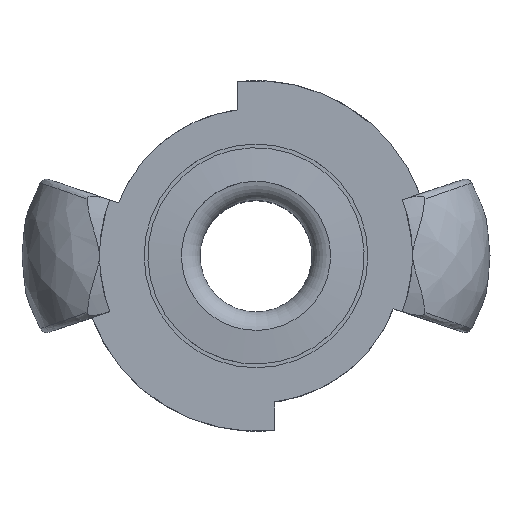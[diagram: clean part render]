
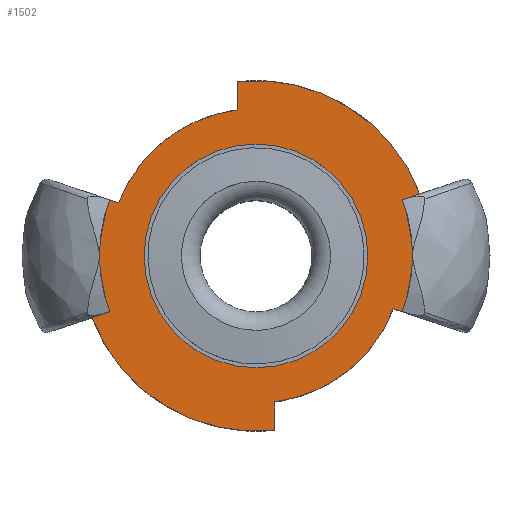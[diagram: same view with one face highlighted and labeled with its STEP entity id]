
A CAD part, top view. The second image highlights one B-rep face of the part: STEP entity #1502.
In plain terms, the highlighted planar face has unit normal (0, 0, 1).
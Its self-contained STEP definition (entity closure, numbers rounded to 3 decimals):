
#95=FACE_BOUND('',#421,.T.);
#116=PLANE('',#1673);
#148=LINE('',#3069,#211);
#152=LINE('',#3239,#215);
#155=LINE('',#3246,#218);
#160=LINE('',#3255,#223);
#166=LINE('',#3305,#229);
#170=LINE('',#3333,#233);
#211=VECTOR('',#1952,10.);
#215=VECTOR('',#1964,10.);
#218=VECTOR('',#1969,10.);
#223=VECTOR('',#1976,10.);
#229=VECTOR('',#1988,10.);
#233=VECTOR('',#1996,10.);
#337=FACE_OUTER_BOUND('',#420,.T.);
#420=EDGE_LOOP('',(#1268,#1269,#1270,#1271,#1272,#1273,#1274,#1275,#1276,
#1277,#1278,#1279));
#421=EDGE_LOOP('',(#1280,#1281));
#494=CIRCLE('',#1628,15.);
#495=CIRCLE('',#1629,15.);
#499=CIRCLE('',#1635,19.75);
#502=CIRCLE('',#1639,19.75);
#508=CIRCLE('',#1657,23.514);
#511=CIRCLE('',#1663,23.497);
#515=CIRCLE('',#1674,25.5);
#516=CIRCLE('',#1675,25.5);
#614=VERTEX_POINT('',#2787);
#615=VERTEX_POINT('',#2788);
#624=VERTEX_POINT('',#2881);
#625=VERTEX_POINT('',#2883);
#631=VERTEX_POINT('',#2931);
#632=VERTEX_POINT('',#2933);
#642=VERTEX_POINT('',#3067);
#649=VERTEX_POINT('',#3237);
#651=VERTEX_POINT('',#3243);
#652=VERTEX_POINT('',#3245);
#654=VERTEX_POINT('',#3251);
#659=VERTEX_POINT('',#3301);
#663=VERTEX_POINT('',#3330);
#664=VERTEX_POINT('',#3332);
#794=EDGE_CURVE('',#614,#615,#494,.T.);
#795=EDGE_CURVE('',#615,#614,#495,.T.);
#809=EDGE_CURVE('',#624,#625,#499,.T.);
#817=EDGE_CURVE('',#631,#632,#502,.T.);
#830=EDGE_CURVE('',#642,#624,#148,.T.);
#841=EDGE_CURVE('',#649,#631,#152,.T.);
#844=EDGE_CURVE('',#651,#652,#155,.T.);
#849=EDGE_CURVE('',#654,#632,#160,.T.);
#857=EDGE_CURVE('',#659,#625,#166,.T.);
#862=EDGE_CURVE('',#663,#664,#170,.T.);
#869=EDGE_CURVE('',#651,#654,#508,.T.);
#872=EDGE_CURVE('',#663,#659,#511,.T.);
#882=EDGE_CURVE('',#664,#649,#515,.T.);
#883=EDGE_CURVE('',#652,#642,#516,.T.);
#1268=ORIENTED_EDGE('',*,*,#869,.T.);
#1269=ORIENTED_EDGE('',*,*,#849,.T.);
#1270=ORIENTED_EDGE('',*,*,#817,.F.);
#1271=ORIENTED_EDGE('',*,*,#841,.F.);
#1272=ORIENTED_EDGE('',*,*,#882,.F.);
#1273=ORIENTED_EDGE('',*,*,#862,.F.);
#1274=ORIENTED_EDGE('',*,*,#872,.T.);
#1275=ORIENTED_EDGE('',*,*,#857,.T.);
#1276=ORIENTED_EDGE('',*,*,#809,.F.);
#1277=ORIENTED_EDGE('',*,*,#830,.F.);
#1278=ORIENTED_EDGE('',*,*,#883,.F.);
#1279=ORIENTED_EDGE('',*,*,#844,.F.);
#1280=ORIENTED_EDGE('',*,*,#794,.T.);
#1281=ORIENTED_EDGE('',*,*,#795,.T.);
#1502=ADVANCED_FACE('',(#337,#95),#116,.F.);
#1628=AXIS2_PLACEMENT_3D('',#2789,#1912,#1913);
#1629=AXIS2_PLACEMENT_3D('',#2790,#1914,#1915);
#1635=AXIS2_PLACEMENT_3D('',#2884,#1928,#1929);
#1639=AXIS2_PLACEMENT_3D('',#2934,#1939,#1940);
#1657=AXIS2_PLACEMENT_3D('',#3362,#2007,#2008);
#1663=AXIS2_PLACEMENT_3D('',#3368,#2019,#2020);
#1673=AXIS2_PLACEMENT_3D('',#3422,#2043,#2044);
#1674=AXIS2_PLACEMENT_3D('',#3423,#2045,#2046);
#1675=AXIS2_PLACEMENT_3D('',#3424,#2047,#2048);
#1912=DIRECTION('center_axis',(0.,0.,-1.));
#1913=DIRECTION('ref_axis',(0.,-1.,0.));
#1914=DIRECTION('center_axis',(0.,0.,-1.));
#1915=DIRECTION('ref_axis',(0.,-1.,0.));
#1928=DIRECTION('center_axis',(0.,0.,-1.));
#1929=DIRECTION('ref_axis',(-1.,0.,0.));
#1939=DIRECTION('center_axis',(0.,0.,-1.));
#1940=DIRECTION('ref_axis',(-1.,0.,0.));
#1952=DIRECTION('',(0.948,-0.319,0.));
#1964=DIRECTION('',(-0.948,0.319,0.));
#1969=DIRECTION('',(-0.948,-0.319,0.));
#1976=DIRECTION('',(0.,1.,0.));
#1988=DIRECTION('',(0.,-1.,0.));
#1996=DIRECTION('',(0.948,0.319,0.));
#2007=DIRECTION('center_axis',(0.,0.,1.));
#2008=DIRECTION('ref_axis',(-0.936,-0.353,0.));
#2019=DIRECTION('center_axis',(0.,0.,1.));
#2020=DIRECTION('ref_axis',(0.936,0.353,0.));
#2043=DIRECTION('center_axis',(0.,0.,-1.));
#2044=DIRECTION('ref_axis',(-1.,0.,0.));
#2045=DIRECTION('center_axis',(0.,0.,-1.));
#2046=DIRECTION('ref_axis',(0.,-1.,0.));
#2047=DIRECTION('center_axis',(0.,0.,-1.));
#2048=DIRECTION('ref_axis',(0.,-1.,0.));
#2787=CARTESIAN_POINT('',(0.,-15.,0.));
#2788=CARTESIAN_POINT('',(0.,15.,0.));
#2789=CARTESIAN_POINT('Origin',(0.,0.,0.));
#2790=CARTESIAN_POINT('Origin',(0.,0.,0.));
#2881=CARTESIAN_POINT('',(-18.429,7.101,0.));
#2883=CARTESIAN_POINT('',(-2.5,19.591,0.));
#2884=CARTESIAN_POINT('Origin',(0.,0.,0.));
#2931=CARTESIAN_POINT('',(18.429,-7.101,0.));
#2933=CARTESIAN_POINT('',(2.5,-19.591,0.));
#2934=CARTESIAN_POINT('Origin',(0.,0.,0.));
#3067=CARTESIAN_POINT('',(-23.883,8.937,0.));
#3069=CARTESIAN_POINT('',(-12.197,5.002,0.));
#3237=CARTESIAN_POINT('',(23.883,-8.937,0.));
#3239=CARTESIAN_POINT('',(16.054,-6.301,0.));
#3243=CARTESIAN_POINT('',(-22.,-8.303,0.));
#3245=CARTESIAN_POINT('',(-23.883,-8.937,0.));
#3246=CARTESIAN_POINT('',(-11.008,-4.601,0.));
#3251=CARTESIAN_POINT('',(2.5,-23.381,0.));
#3255=CARTESIAN_POINT('',(2.5,0.,0.));
#3301=CARTESIAN_POINT('',(-2.5,23.364,0.));
#3305=CARTESIAN_POINT('',(-2.5,0.,0.));
#3330=CARTESIAN_POINT('',(21.984,8.298,0.));
#3332=CARTESIAN_POINT('',(23.883,8.937,0.));
#3333=CARTESIAN_POINT('',(7.151,3.302,0.));
#3362=CARTESIAN_POINT('Origin',(0.,0.,0.));
#3368=CARTESIAN_POINT('Origin',(0.,0.,0.));
#3422=CARTESIAN_POINT('Origin',(0.,-12.75,0.));
#3423=CARTESIAN_POINT('Origin',(0.,0.,0.));
#3424=CARTESIAN_POINT('Origin',(0.,0.,0.));
